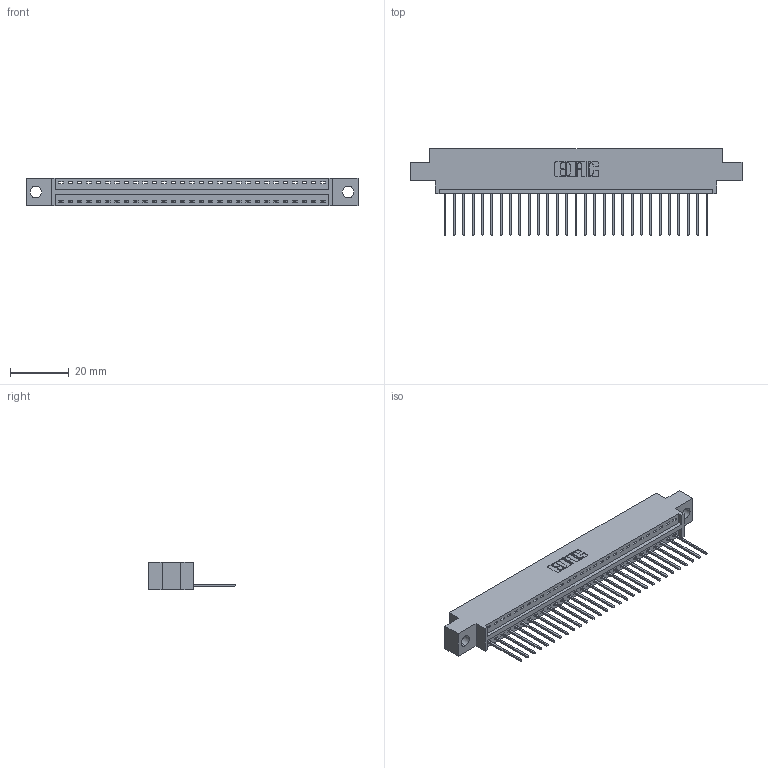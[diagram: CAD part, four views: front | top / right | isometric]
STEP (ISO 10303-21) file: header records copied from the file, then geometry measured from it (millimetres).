
FILE_DESCRIPTION (( 'STEP AP203' ), '1' );
FILE_NAME ('346-029-540-604.STEP', '2018-08-22T03:32:28', ( '' ), ( '' ), 'SwSTEP 2.0', 'SolidWorks 2016', '' );
FILE_SCHEMA (( 'CONFIG_CONTROL_DESIGN' ));
Length unit declared in the file: inch
Products named in the file (3): 346 Part_0.170 Offset - 0.156 Dia-TH; 345-292-001_345-293-140; 346-029-540-604
Assembly tree (30 placements, depth 2):
  346-029-540-604
    346 Part_0.170 Offset - 0.156 Dia-TH
    345-292-001_345-293-140  x29
Bounding box: 112.65 x 29.46 x 9.4 mm (x, y, z)
Volume: 10490.2 mm3; surface area: 13223.2 mm2
Topology: 30 solids, 30 shells, 1808 faces, 5445 edges, 3590 vertices
Faces by surface type: plane 1240, cylinder 568
Entity records: 19901 total; most frequent: CARTESIAN_POINT 3423, ORIENTED_EDGE 3386, DIRECTION 3035, EDGE_CURVE 1693, VECTOR 1445, LINE 1445, VERTEX_POINT 1126, AXIS2_PLACEMENT_3D 795
